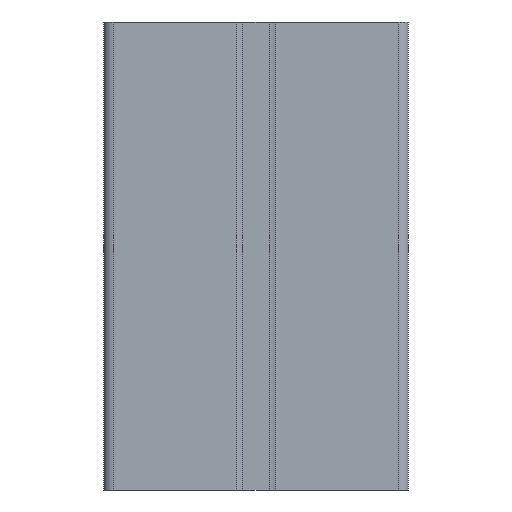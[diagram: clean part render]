
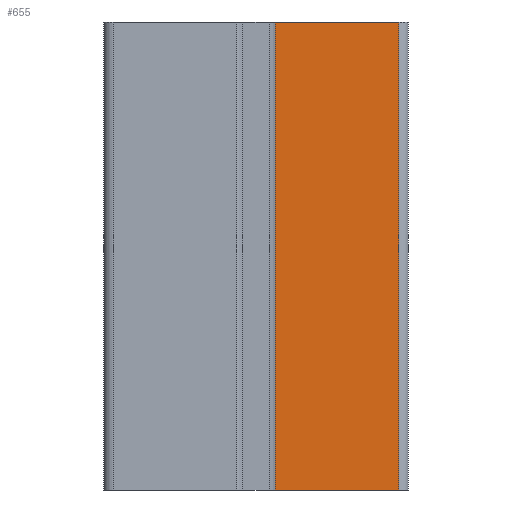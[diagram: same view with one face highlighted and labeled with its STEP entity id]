
A CAD part, left-side view. The second image highlights one B-rep face of the part: STEP entity #655.
In plain terms, the highlighted planar face has unit normal (-1, 0, 0).
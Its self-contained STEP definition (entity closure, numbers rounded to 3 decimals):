
#49=FACE_OUTER_BOUND('',#83,.T.);
#83=EDGE_LOOP('',(#495,#496,#497,#498));
#129=LINE('',#987,#209);
#131=LINE('',#991,#211);
#148=LINE('',#1037,#228);
#149=LINE('',#1038,#229);
#209=VECTOR('',#799,10.);
#211=VECTOR('',#803,10.);
#228=VECTOR('',#834,10.);
#229=VECTOR('',#835,10.);
#285=VERTEX_POINT('',#984);
#286=VERTEX_POINT('',#986);
#287=VERTEX_POINT('',#990);
#309=VERTEX_POINT('',#1036);
#357=EDGE_CURVE('',#286,#285,#129,.T.);
#359=EDGE_CURVE('',#287,#286,#131,.T.);
#382=EDGE_CURVE('',#309,#285,#148,.T.);
#383=EDGE_CURVE('',#309,#287,#149,.T.);
#495=ORIENTED_EDGE('',*,*,#357,.T.);
#496=ORIENTED_EDGE('',*,*,#382,.F.);
#497=ORIENTED_EDGE('',*,*,#383,.T.);
#498=ORIENTED_EDGE('',*,*,#359,.T.);
#627=PLANE('',#719);
#655=ADVANCED_FACE('',(#49),#627,.T.);
#719=AXIS2_PLACEMENT_3D('',#1035,#832,#833);
#799=DIRECTION('',(0.,0.,-1.));
#803=DIRECTION('',(0.,1.,0.));
#832=DIRECTION('center_axis',(-1.,0.,0.));
#833=DIRECTION('ref_axis',(0.,-1.,0.));
#834=DIRECTION('',(0.,1.,0.));
#835=DIRECTION('',(0.,0.,1.));
#984=CARTESIAN_POINT('',(-32.5,-4.1,0.));
#986=CARTESIAN_POINT('',(-32.5,-4.1,100.));
#987=CARTESIAN_POINT('',(-32.5,-4.1,0.));
#990=CARTESIAN_POINT('',(-32.5,-30.5,100.));
#991=CARTESIAN_POINT('',(-32.5,15.25,100.));
#1035=CARTESIAN_POINT('Origin',(-32.5,30.5,0.));
#1036=CARTESIAN_POINT('',(-32.5,-30.5,0.));
#1037=CARTESIAN_POINT('',(-32.5,15.25,0.));
#1038=CARTESIAN_POINT('',(-32.5,-30.5,0.));
